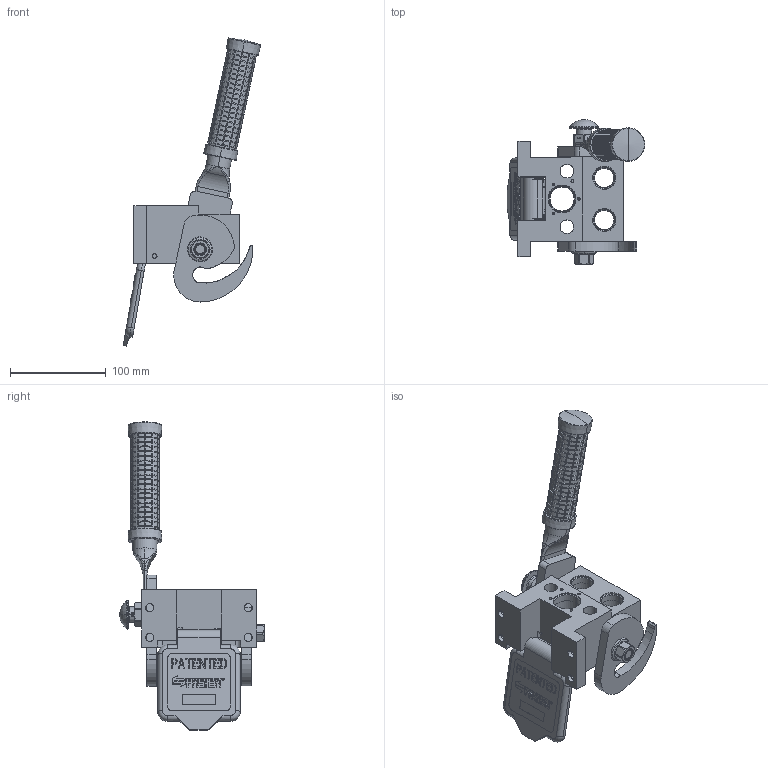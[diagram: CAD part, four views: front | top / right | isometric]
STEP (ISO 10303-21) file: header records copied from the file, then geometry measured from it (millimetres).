
FILE_DESCRIPTION (( 'STEP AP214' ), '1' );
FILE_NAME ('FASTER.step', '2021-01-29T10:27:02', ( '' ), ( '' ), 'SwSTEP 2.0', 'SolidWorks 2017', '' );
FILE_SCHEMA (( 'AUTOMOTIVE_DESIGN' ));
Length unit declared in the file: millimetre
Products named in the file (25): 4830_001_0005_301; sicura_p5; or1_5x7_m; 4850_024_0000_012; 4830_025_0000_001; 4820_024_1002_011; et011; 4820_024_1001_020; 4830_022_0000_011; 4820_001_0004_000; 4820_020_0000_001; FASTER; 4820_001_0001_004; or2x18; P306_F_BASE; 4830_070_0000_001; 1540_080_0012_000; 4830_025_1000_000; 4820_024_1003_000_ASM; 4820_024_1001_010; 0048_042_0412_000; 4820_024_1001_021; 4820_024_1003_000; 4830_025_2000_000; 4830_001_0005_300
Assembly tree (25 placements, depth 4):
  FASTER
    P306_F_BASE
      4820_020_0000_001
      4820_001_0001_004
      4820_001_0004_000
      4830_001_0005_300
      4830_001_0005_301
      4830_025_1000_000
      4830_022_0000_011
      4830_070_0000_001
    4820_024_1003_000
      4820_024_1003_000_ASM
        4820_024_1001_010
        4820_024_1001_021
        4820_024_1002_011
      sicura_p5
        4830_025_0000_001
        or1_5x7_m
        0048_042_0412_000
      4820_024_1001_020
      1540_080_0012_000
      4850_024_0000_012
      4830_025_2000_000
      or2x18  x2
    et011
Bounding box: 143.61 x 151.03 x 321.66 mm (x, y, z)
Volume: 175190 mm3; surface area: 205099.3 mm2
Topology: 25 solids, 36 shells, 3847 faces, 10262 edges, 6567 vertices
Faces by surface type: plane 1654, cylinder 1456, torus 376, bspline 200, cone 135, sphere 26
Entity records: 169127 total; most frequent: CARTESIAN_POINT 77130, ORIENTED_EDGE 20390, DIRECTION 16628, EDGE_CURVE 10215, VERTEX_POINT 6557, LINE 5920, VECTOR 5920, AXIS2_PLACEMENT_3D 5354
